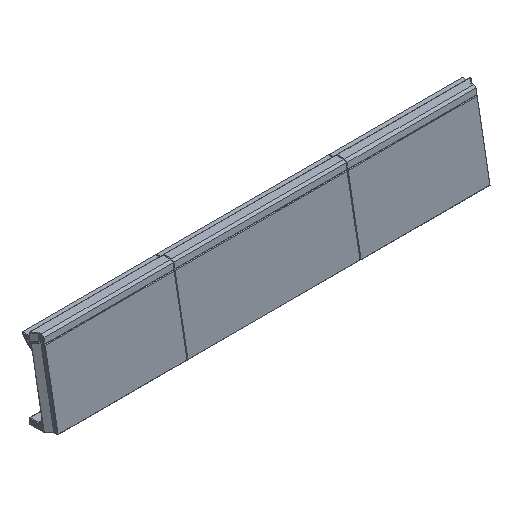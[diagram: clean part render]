
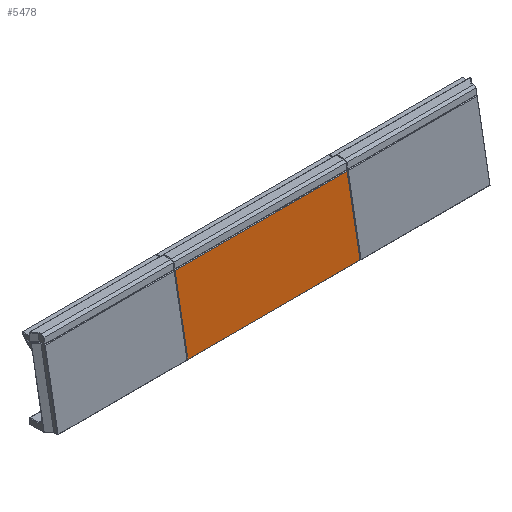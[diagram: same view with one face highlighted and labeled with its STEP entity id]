
A CAD part, isometric view. The second image highlights one B-rep face of the part: STEP entity #5478.
In plain terms, the highlighted planar face has unit normal (0, -0.984, 0.179).
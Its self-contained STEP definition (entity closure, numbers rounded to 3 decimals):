
#169=PLANE('',#5903);
#433=FACE_OUTER_BOUND('',#775,.T.);
#775=EDGE_LOOP('',(#4019,#4020,#4021,#4022,#4023,#4024,#4025));
#1161=LINE('',#8082,#1840);
#1165=LINE('',#8089,#1844);
#1172=LINE('',#8102,#1851);
#1179=LINE('',#8115,#1858);
#1180=LINE('',#8118,#1859);
#1182=LINE('',#8121,#1861);
#1184=LINE('',#8126,#1863);
#1840=VECTOR('',#6479,10.);
#1844=VECTOR('',#6485,10.);
#1851=VECTOR('',#6498,10.);
#1858=VECTOR('',#6509,10.);
#1859=VECTOR('',#6512,10.);
#1861=VECTOR('',#6516,10.);
#1863=VECTOR('',#6524,10.);
#2607=VERTEX_POINT('',#8079);
#2608=VERTEX_POINT('',#8081);
#2610=VERTEX_POINT('',#8087);
#2613=VERTEX_POINT('',#8100);
#2616=VERTEX_POINT('',#8111);
#2617=VERTEX_POINT('',#8113);
#2618=VERTEX_POINT('',#8117);
#3120=EDGE_CURVE('',#2607,#2608,#1161,.T.);
#3124=EDGE_CURVE('',#2610,#2607,#1165,.T.);
#3131=EDGE_CURVE('',#2613,#2610,#1172,.T.);
#3138=EDGE_CURVE('',#2617,#2616,#1179,.T.);
#3139=EDGE_CURVE('',#2618,#2613,#1180,.T.);
#3141=EDGE_CURVE('',#2616,#2618,#1182,.T.);
#3143=EDGE_CURVE('',#2608,#2617,#1184,.T.);
#4019=ORIENTED_EDGE('',*,*,#3124,.F.);
#4020=ORIENTED_EDGE('',*,*,#3131,.F.);
#4021=ORIENTED_EDGE('',*,*,#3139,.F.);
#4022=ORIENTED_EDGE('',*,*,#3141,.F.);
#4023=ORIENTED_EDGE('',*,*,#3138,.F.);
#4024=ORIENTED_EDGE('',*,*,#3143,.F.);
#4025=ORIENTED_EDGE('',*,*,#3120,.F.);
#5478=ADVANCED_FACE('',(#433),#169,.F.);
#5903=AXIS2_PLACEMENT_3D('',#8125,#6522,#6523);
#6479=DIRECTION('',(1.,0.,0.));
#6485=DIRECTION('',(0.,0.179,0.984));
#6498=DIRECTION('',(0.,0.179,0.984));
#6509=DIRECTION('',(-0.701,-0.128,-0.701));
#6512=DIRECTION('',(-0.701,0.128,0.701));
#6516=DIRECTION('',(-1.,0.,0.));
#6522=DIRECTION('center_axis',(0.,0.984,-0.179));
#6523=DIRECTION('ref_axis',(0.,0.179,0.984));
#6524=DIRECTION('',(0.,-0.179,-0.984));
#8079=CARTESIAN_POINT('',(-72.58,-239.375,65.193));
#8081=CARTESIAN_POINT('',(72.591,-239.375,65.193));
#8082=CARTESIAN_POINT('',(-146.035,-239.375,65.193));
#8087=CARTESIAN_POINT('',(-72.58,-249.395,10.087));
#8089=CARTESIAN_POINT('',(-72.58,-249.579,9.073));
#8100=CARTESIAN_POINT('',(-72.58,-250.202,5.648));
#8102=CARTESIAN_POINT('',(-72.58,-249.579,9.073));
#8111=CARTESIAN_POINT('',(72.424,-250.232,5.481));
#8113=CARTESIAN_POINT('',(72.591,-250.202,5.648));
#8115=CARTESIAN_POINT('',(-7.055,-264.683,-73.998));
#8117=CARTESIAN_POINT('',(-72.413,-250.232,5.481));
#8118=CARTESIAN_POINT('',(-126.736,-240.355,59.804));
#8121=CARTESIAN_POINT('',(-146.035,-250.232,5.481));
#8125=CARTESIAN_POINT('Origin',(-292.076,-250.122,6.087));
#8126=CARTESIAN_POINT('',(72.591,-245.329,32.449));
